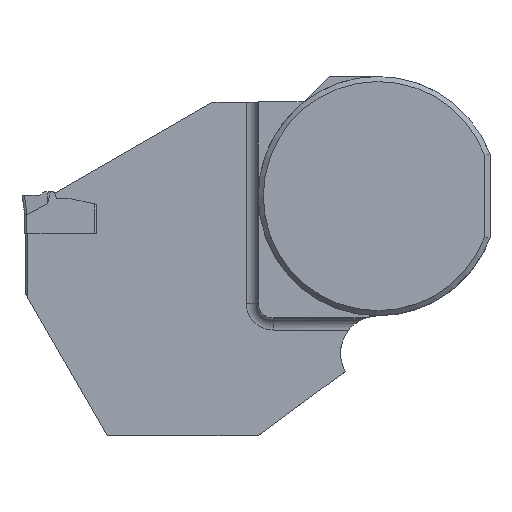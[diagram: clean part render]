
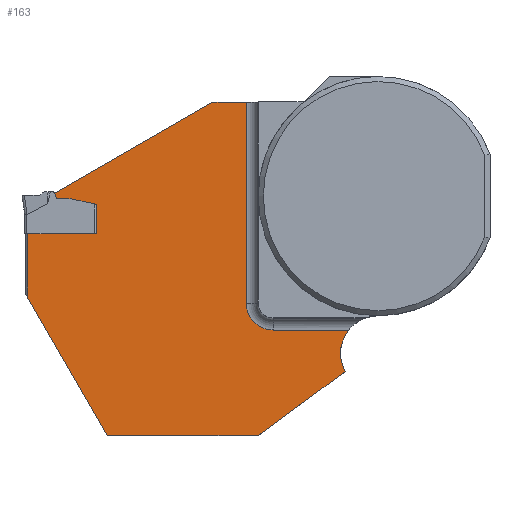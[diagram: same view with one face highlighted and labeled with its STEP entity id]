
A CAD part, top view. The second image highlights one B-rep face of the part: STEP entity #163.
In plain terms, the highlighted planar face has unit normal (0, 0, 1).
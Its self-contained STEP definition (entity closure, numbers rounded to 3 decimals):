
#163=ADVANCED_FACE('SF1',(#267),#211,.T.);
#211=PLANE('',#1385);
#267=FACE_OUTER_BOUND('',#329,.T.);
#329=EDGE_LOOP('',(#626,#627,#628,#629,#630,#631,#632,#633,#634,#635,#636,
#637,#638,#639,#640,#641,#642));
#364=CIRCLE('',#1364,5.);
#368=CIRCLE('',#1382,0.3);
#369=CIRCLE('',#1383,1.);
#370=CIRCLE('',#1384,3.6);
#626=ORIENTED_EDGE('',*,*,#972,.F.);
#627=ORIENTED_EDGE('',*,*,#973,.F.);
#628=ORIENTED_EDGE('',*,*,#974,.F.);
#629=ORIENTED_EDGE('',*,*,#975,.F.);
#630=ORIENTED_EDGE('',*,*,#976,.F.);
#631=ORIENTED_EDGE('',*,*,#977,.F.);
#632=ORIENTED_EDGE('',*,*,#978,.F.);
#633=ORIENTED_EDGE('',*,*,#971,.T.);
#634=ORIENTED_EDGE('',*,*,#923,.T.);
#635=ORIENTED_EDGE('',*,*,#937,.T.);
#636=ORIENTED_EDGE('',*,*,#929,.T.);
#637=ORIENTED_EDGE('',*,*,#934,.T.);
#638=ORIENTED_EDGE('',*,*,#960,.T.);
#639=ORIENTED_EDGE('',*,*,#979,.T.);
#640=ORIENTED_EDGE('',*,*,#980,.T.);
#641=ORIENTED_EDGE('',*,*,#948,.T.);
#642=ORIENTED_EDGE('',*,*,#981,.F.);
#789=VERTEX_POINT('',#2001);
#790=VERTEX_POINT('',#2003);
#795=VERTEX_POINT('',#2014);
#796=VERTEX_POINT('',#2016);
#799=VERTEX_POINT('',#2039);
#806=VERTEX_POINT('',#2064);
#807=VERTEX_POINT('',#2066);
#812=VERTEX_POINT('',#2093);
#818=VERTEX_POINT('',#2114);
#819=VERTEX_POINT('',#2118);
#820=VERTEX_POINT('',#2119);
#821=VERTEX_POINT('',#2121);
#822=VERTEX_POINT('',#2123);
#823=VERTEX_POINT('',#2125);
#824=VERTEX_POINT('',#2127);
#825=VERTEX_POINT('',#2129);
#826=VERTEX_POINT('',#2132);
#923=EDGE_CURVE('',#790,#789,#1058,.T.);
#929=EDGE_CURVE('',#796,#795,#1064,.T.);
#934=EDGE_CURVE('',#795,#799,#364,.T.);
#937=EDGE_CURVE('',#789,#796,#1068,.T.);
#948=EDGE_CURVE('',#807,#806,#1079,.T.);
#960=EDGE_CURVE('',#799,#812,#1087,.T.);
#971=EDGE_CURVE('',#818,#790,#1098,.T.);
#972=EDGE_CURVE('',#819,#820,#1099,.T.);
#973=EDGE_CURVE('',#821,#819,#368,.T.);
#974=EDGE_CURVE('',#822,#821,#1100,.T.);
#975=EDGE_CURVE('',#823,#822,#369,.T.);
#976=EDGE_CURVE('',#824,#823,#1101,.T.);
#977=EDGE_CURVE('',#825,#824,#1102,.T.);
#978=EDGE_CURVE('',#818,#825,#1103,.T.);
#979=EDGE_CURVE('',#812,#826,#370,.T.);
#980=EDGE_CURVE('',#826,#807,#1104,.T.);
#981=EDGE_CURVE('',#820,#806,#1105,.T.);
#1058=LINE('',#2002,#1176);
#1064=LINE('',#2015,#1182);
#1068=LINE('',#2044,#1186);
#1079=LINE('',#2065,#1197);
#1087=LINE('',#2094,#1205);
#1098=LINE('',#2115,#1216);
#1099=LINE('',#2117,#1217);
#1100=LINE('',#2122,#1218);
#1101=LINE('',#2126,#1219);
#1102=LINE('',#2128,#1220);
#1103=LINE('',#2130,#1221);
#1104=LINE('',#2133,#1222);
#1105=LINE('',#2134,#1223);
#1176=VECTOR('',#1597,1.);
#1182=VECTOR('',#1605,1.);
#1186=VECTOR('',#1619,1.);
#1197=VECTOR('',#1636,1.);
#1205=VECTOR('',#1658,1.);
#1216=VECTOR('',#1677,1.);
#1217=VECTOR('',#1680,1.);
#1218=VECTOR('',#1683,1.);
#1219=VECTOR('',#1686,1.);
#1220=VECTOR('',#1687,1.);
#1221=VECTOR('',#1688,1.);
#1222=VECTOR('',#1691,1.);
#1223=VECTOR('',#1692,1.);
#1364=AXIS2_PLACEMENT_3D('',#2040,#1612,#1613);
#1382=AXIS2_PLACEMENT_3D('',#2120,#1681,#1682);
#1383=AXIS2_PLACEMENT_3D('',#2124,#1684,#1685);
#1384=AXIS2_PLACEMENT_3D('',#2131,#1689,#1690);
#1385=AXIS2_PLACEMENT_3D('',#2135,#1693,#1694);
#1597=DIRECTION('',(0.5,-0.866,0.));
#1605=DIRECTION('',(0.806,0.592,0.));
#1612=DIRECTION('',(0.,0.,-1.));
#1613=DIRECTION('',(1.,0.,0.));
#1619=DIRECTION('',(1.,0.,0.));
#1636=DIRECTION('',(-1.,0.,0.));
#1658=DIRECTION('',(-1.,0.,0.));
#1677=DIRECTION('',(0.,-1.,0.));
#1680=DIRECTION('',(-0.342,0.94,0.));
#1681=DIRECTION('',(0.,0.,-1.));
#1682=DIRECTION('',(1.,0.,0.));
#1683=DIRECTION('',(-1.,0.,0.));
#1684=DIRECTION('',(0.,0.,1.));
#1685=DIRECTION('',(1.,0.,0.));
#1686=DIRECTION('',(-0.978,0.208,0.));
#1687=DIRECTION('',(0.,1.,0.));
#1688=DIRECTION('',(1.,0.,0.));
#1689=DIRECTION('',(0.,0.,-1.));
#1690=DIRECTION('',(1.,0.,0.));
#1691=DIRECTION('',(0.,1.,0.));
#1692=DIRECTION('',(0.866,0.5,0.));
#1693=DIRECTION('',(0.,0.,1.));
#1694=DIRECTION('',(1.,0.,0.));
#2001=CARTESIAN_POINT('',(-36.188,-32.,-11.325));
#2002=CARTESIAN_POINT('',(-36.188,-32.,-11.325));
#2003=CARTESIAN_POINT('',(-46.8,-13.62,-11.325));
#2014=CARTESIAN_POINT('',(-4.363,-23.442,-11.325));
#2015=CARTESIAN_POINT('',(-4.363,-23.442,-11.325));
#2016=CARTESIAN_POINT('',(-16.,-32.,-11.325));
#2039=CARTESIAN_POINT('',(-3.923,-17.9,-11.325));
#2040=CARTESIAN_POINT('',(0.,-21.,-11.325));
#2044=CARTESIAN_POINT('',(-16.,-32.,-11.325));
#2064=CARTESIAN_POINT('',(-22.057,12.6,-11.325));
#2065=CARTESIAN_POINT('',(-47.6,12.6,-11.325));
#2066=CARTESIAN_POINT('',(-17.6,12.6,-11.325));
#2093=CARTESIAN_POINT('',(-14.,-17.9,-11.325));
#2094=CARTESIAN_POINT('',(15.,-17.9,-11.325));
#2114=CARTESIAN_POINT('',(-46.8,-5.005,-11.325));
#2115=CARTESIAN_POINT('',(-46.8,-33.,-11.325));
#2117=CARTESIAN_POINT('',(-32.909,-27.944,-11.325));
#2118=CARTESIAN_POINT('',(-43.026,-0.149,-11.325));
#2119=CARTESIAN_POINT('',(-43.219,0.382,-11.325));
#2120=CARTESIAN_POINT('',(-42.744,-0.046,-11.325));
#2121=CARTESIAN_POINT('',(-42.744,-0.346,-11.325));
#2122=CARTESIAN_POINT('',(-46.8,-0.346,-11.325));
#2123=CARTESIAN_POINT('',(-41.172,-0.346,-11.325));
#2124=CARTESIAN_POINT('',(-41.172,-1.346,-11.325));
#2125=CARTESIAN_POINT('',(-40.964,-0.368,-11.325));
#2126=CARTESIAN_POINT('',(-39.911,-0.592,-11.325));
#2127=CARTESIAN_POINT('',(-37.598,-1.083,-11.325));
#2128=CARTESIAN_POINT('',(-37.598,-33.,-11.325));
#2129=CARTESIAN_POINT('',(-37.598,-5.005,-11.325));
#2130=CARTESIAN_POINT('',(-46.8,-5.005,-11.325));
#2131=CARTESIAN_POINT('',(-14.,-14.3,-11.325));
#2132=CARTESIAN_POINT('',(-17.6,-14.3,-11.325));
#2133=CARTESIAN_POINT('',(-17.6,-33.,-11.325));
#2134=CARTESIAN_POINT('',(-60.36,-9.514,-11.325));
#2135=CARTESIAN_POINT('',(-46.8,-33.,-11.325));
